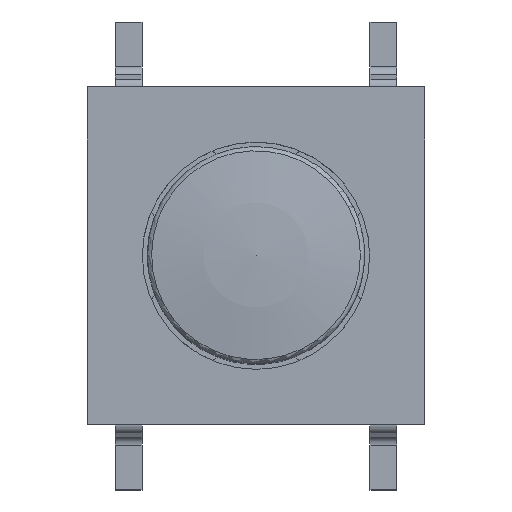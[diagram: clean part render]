
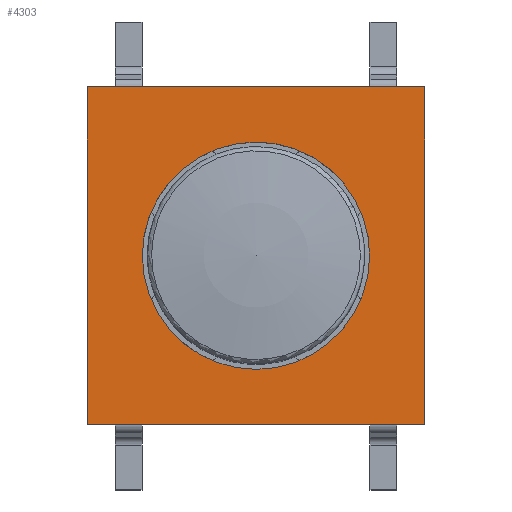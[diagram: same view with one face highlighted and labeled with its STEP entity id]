
A CAD part, top view. The second image highlights one B-rep face of the part: STEP entity #4303.
In plain terms, the highlighted planar face has unit normal (0, 0, 1).
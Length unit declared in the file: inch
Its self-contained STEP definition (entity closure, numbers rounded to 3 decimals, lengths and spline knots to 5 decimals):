
#483=CARTESIAN_POINT('',(-0.19882,-0.19882,0.17323));
#484=VERTEX_POINT('',#483);
#491=CARTESIAN_POINT('',(-0.19882,0.19882,0.17323));
#492=VERTEX_POINT('',#491);
#493=CARTESIAN_POINT('',(-0.19882,-0.19882,0.17323));
#494=DIRECTION('',(0.0,1.0,0.0));
#495=VECTOR('',#494,0.39764);
#496=LINE('',#493,#495);
#497=EDGE_CURVE('',#484,#492,#496,.T.);
#829=CARTESIAN_POINT('',(0.19882,-0.19882,0.17323));
#830=VERTEX_POINT('',#829);
#837=CARTESIAN_POINT('',(0.19882,-0.19882,0.17323));
#838=DIRECTION('',(-1.0,0.0,0.0));
#839=VECTOR('',#838,0.39764);
#840=LINE('',#837,#839);
#841=EDGE_CURVE('',#830,#484,#840,.T.);
#1032=CARTESIAN_POINT('',(0.19882,0.19882,0.17323));
#1033=VERTEX_POINT('',#1032);
#1040=CARTESIAN_POINT('',(0.19882,0.19882,0.17323));
#1041=DIRECTION('',(0.0,-1.0,0.0));
#1042=VECTOR('',#1041,0.39764);
#1043=LINE('',#1040,#1042);
#1044=EDGE_CURVE('',#1033,#830,#1043,.T.);
#2581=CARTESIAN_POINT('',(-0.19882,0.19882,0.17323));
#2582=DIRECTION('',(1.0,0.0,0.0));
#2583=VECTOR('',#2582,0.39764);
#2584=LINE('',#2581,#2583);
#2585=EDGE_CURVE('',#492,#1033,#2584,.T.);
#4281=CARTESIAN_POINT('',(-0.2187,-0.2187,0.17323));
#4282=DIRECTION('',(0.0,0.0,1.0));
#4283=DIRECTION('',(1.0,0.0,0.0));
#4284=AXIS2_PLACEMENT_3D('',#4281,#4282,#4283);
#4285=PLANE('',#4284);
#4286=ORIENTED_EDGE('',*,*,#1044,.F.);
#4287=ORIENTED_EDGE('',*,*,#2585,.F.);
#4288=ORIENTED_EDGE('',*,*,#497,.F.);
#4289=ORIENTED_EDGE('',*,*,#841,.F.);
#4290=EDGE_LOOP('',(#4286,#4287,#4288,#4289));
#4291=FACE_OUTER_BOUND('',#4290,.T.);
#4292=CARTESIAN_POINT('',(-0.13386,0.0,0.17323));
#4293=VERTEX_POINT('',#4292);
#4294=CARTESIAN_POINT('',(0.0,0.0,0.17323));
#4295=DIRECTION('',(0.0,0.0,-1.0));
#4296=DIRECTION('',(1.0,0.0,0.0));
#4297=AXIS2_PLACEMENT_3D('',#4294,#4295,#4296);
#4298=CIRCLE('',#4297,0.13386);
#4299=EDGE_CURVE('',#4293,#4293,#4298,.T.);
#4300=ORIENTED_EDGE('',*,*,#4299,.T.);
#4301=EDGE_LOOP('',(#4300));
#4302=FACE_BOUND('',#4301,.T.);
#4303=ADVANCED_FACE('',(#4291,#4302),#4285,.T.);
